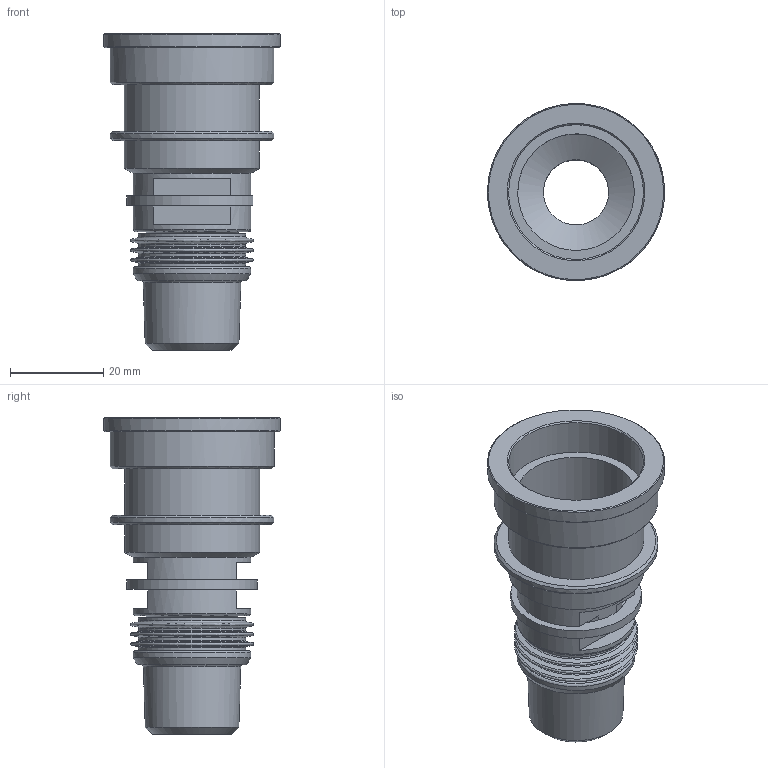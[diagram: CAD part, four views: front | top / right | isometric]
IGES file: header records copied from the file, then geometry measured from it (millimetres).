
Global section: file name: 119707; native system: Autodesk Inventor 2018; preprocessor: unknown; author: JANAN; date: 20200319.111028; units: millimetre
Bounding box: 37.98 x 37.96 x 68 mm (x, y, z)
Volume: 18244.1 mm3; surface area: 14988.3 mm2
Topology: 3 solids, 3 shells, 81 faces, 237 edges, 170 vertices
Faces by surface type: bspline 81
